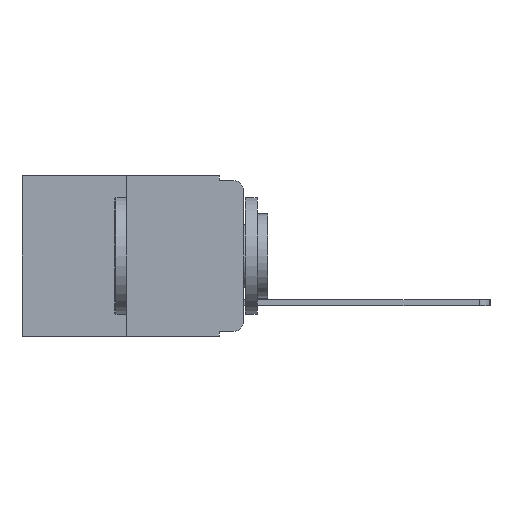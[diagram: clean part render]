
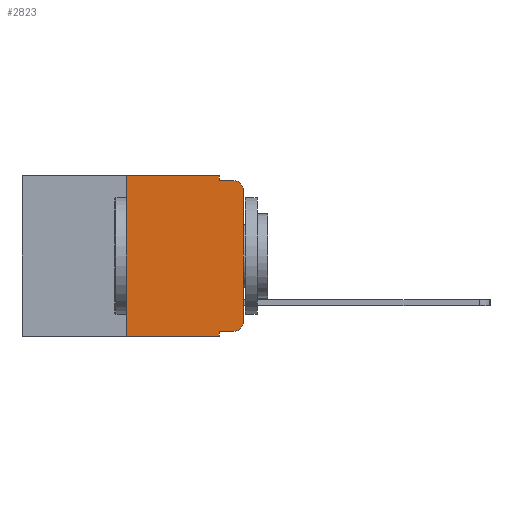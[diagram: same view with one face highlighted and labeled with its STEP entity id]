
A CAD part, left-side view. The second image highlights one B-rep face of the part: STEP entity #2823.
In plain terms, the highlighted planar face has unit normal (-1, 0, 0).
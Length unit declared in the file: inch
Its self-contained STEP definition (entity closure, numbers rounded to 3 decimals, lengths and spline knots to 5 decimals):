
#113 = EDGE_CURVE ( 'NONE', #10556, #1752, #3809, .T. ) ;
#276 = CARTESIAN_POINT ( 'NONE',  ( 0., 0.473, -0.343 ) ) ;
#606 = VECTOR ( 'NONE', #2059, 39.37008 ) ;
#712 = EDGE_CURVE ( 'NONE', #5905, #3576, #16220, .T. ) ;
#942 = LINE ( 'NONE', #13764, #12067 ) ;
#990 = EDGE_CURVE ( 'NONE', #3576, #4353, #11890, .T. ) ;
#1024 = DIRECTION ( 'NONE',  ( -1., 0., 0. ) ) ;
#1311 = VECTOR ( 'NONE', #11964, 39.37008 ) ;
#1481 = DIRECTION ( 'NONE',  ( 0., 0., -1. ) ) ;
#1483 = DIRECTION ( 'NONE',  ( -1., 0., 0. ) ) ;
#1752 = VERTEX_POINT ( 'NONE', #18112 ) ;
#1869 = ORIENTED_EDGE ( 'NONE', *, *, #17017, .F. ) ;
#2059 = DIRECTION ( 'NONE',  ( 0., -1., 0. ) ) ;
#2083 = EDGE_CURVE ( 'NONE', #5579, #11724, #942, .T. ) ;
#2528 = DIRECTION ( 'NONE',  ( 0., 0., -1. ) ) ;
#2672 = CARTESIAN_POINT ( 'NONE',  ( 0., 0., 0. ) ) ;
#2765 = VERTEX_POINT ( 'NONE', #17373 ) ;
#2772 = EDGE_CURVE ( 'NONE', #8170, #5905, #15521, .T. ) ;
#2823 = ADVANCED_FACE ( 'NONE', ( #18307 ), #16409, .F. ) ;
#3238 = ORIENTED_EDGE ( 'NONE', *, *, #712, .T. ) ;
#3358 = ORIENTED_EDGE ( 'NONE', *, *, #113, .F. ) ;
#3576 = VERTEX_POINT ( 'NONE', #13142 ) ;
#3780 = CARTESIAN_POINT ( 'NONE',  ( 0., 0.051, 0. ) ) ;
#3809 = LINE ( 'NONE', #9322, #7651 ) ;
#4353 = VERTEX_POINT ( 'NONE', #10453 ) ;
#4361 = CARTESIAN_POINT ( 'NONE',  ( 0., 0.473, 0. ) ) ;
#4668 = ORIENTED_EDGE ( 'NONE', *, *, #2083, .F. ) ;
#5522 = LINE ( 'NONE', #9781, #12721 ) ;
#5579 = VERTEX_POINT ( 'NONE', #3780 ) ;
#5630 = ORIENTED_EDGE ( 'NONE', *, *, #9299, .T. ) ;
#5905 = VERTEX_POINT ( 'NONE', #8894 ) ;
#6528 = CARTESIAN_POINT ( 'NONE',  ( 0., 0.051, -0.343 ) ) ;
#6601 = ORIENTED_EDGE ( 'NONE', *, *, #2772, .T. ) ;
#7197 = EDGE_LOOP ( 'NONE', ( #13810, #8951, #1869, #4668, #10750, #3358, #5630, #9553, #6601, #3238 ) ) ;
#7651 = VECTOR ( 'NONE', #10271, 39.37008 ) ;
#8170 = VERTEX_POINT ( 'NONE', #17729 ) ;
#8208 = VERTEX_POINT ( 'NONE', #6528 ) ;
#8523 = VECTOR ( 'NONE', #12871, 39.37008 ) ;
#8894 = CARTESIAN_POINT ( 'NONE',  ( 0., 0.02, -0.333 ) ) ;
#8951 = ORIENTED_EDGE ( 'NONE', *, *, #11087, .T. ) ;
#9112 = EDGE_CURVE ( 'NONE', #1752, #5579, #12203, .T. ) ;
#9299 = EDGE_CURVE ( 'NONE', #10556, #8208, #12851, .T. ) ;
#9322 = CARTESIAN_POINT ( 'NONE',  ( 0., 0.25, 0. ) ) ;
#9553 = ORIENTED_EDGE ( 'NONE', *, *, #14894, .F. ) ;
#9732 = AXIS2_PLACEMENT_3D ( 'NONE', #16508, #16403, #16388 ) ;
#9755 = CARTESIAN_POINT ( 'NONE',  ( 0., 0.02, -0.03 ) ) ;
#9781 = CARTESIAN_POINT ( 'NONE',  ( 0., 0.051, 0. ) ) ;
#10271 = DIRECTION ( 'NONE',  ( 0., 0., 1. ) ) ;
#10313 = AXIS2_PLACEMENT_3D ( 'NONE', #13526, #1483, #1481 ) ;
#10453 = CARTESIAN_POINT ( 'NONE',  ( 0., 0., -0.03 ) ) ;
#10556 = VERTEX_POINT ( 'NONE', #18283 ) ;
#10750 = ORIENTED_EDGE ( 'NONE', *, *, #9112, .F. ) ;
#11087 = EDGE_CURVE ( 'NONE', #4353, #2765, #11447, .T. ) ;
#11180 = DIRECTION ( 'NONE',  ( 0., 0., -1. ) ) ;
#11217 = CARTESIAN_POINT ( 'NONE',  ( 0., 0.051, -0.01 ) ) ;
#11447 = CIRCLE ( 'NONE', #14674, 0.02 ) ;
#11724 = VERTEX_POINT ( 'NONE', #11217 ) ;
#11890 = LINE ( 'NONE', #2672, #8523 ) ;
#11964 = DIRECTION ( 'NONE',  ( 0., -1., 0. ) ) ;
#12067 = VECTOR ( 'NONE', #14745, 39.37008 ) ;
#12203 = LINE ( 'NONE', #4361, #15446 ) ;
#12633 = LINE ( 'NONE', #13598, #606 ) ;
#12721 = VECTOR ( 'NONE', #2528, 39.37008 ) ;
#12851 = LINE ( 'NONE', #276, #1311 ) ;
#12871 = DIRECTION ( 'NONE',  ( 0., 0., 1. ) ) ;
#13142 = CARTESIAN_POINT ( 'NONE',  ( 0., 0., -0.313 ) ) ;
#13526 = CARTESIAN_POINT ( 'NONE',  ( 0., 0.02, -0.313 ) ) ;
#13598 = CARTESIAN_POINT ( 'NONE',  ( 0., 0.051, -0.01 ) ) ;
#13764 = CARTESIAN_POINT ( 'NONE',  ( 0., 0.051, 0. ) ) ;
#13810 = ORIENTED_EDGE ( 'NONE', *, *, #990, .T. ) ;
#14674 = AXIS2_PLACEMENT_3D ( 'NONE', #9755, #1024, #11180 ) ;
#14745 = DIRECTION ( 'NONE',  ( 0., 0., -1. ) ) ;
#14894 = EDGE_CURVE ( 'NONE', #8170, #8208, #5522, .T. ) ;
#15092 = VECTOR ( 'NONE', #17568, 39.37008 ) ;
#15446 = VECTOR ( 'NONE', #15711, 39.37008 ) ;
#15521 = LINE ( 'NONE', #17554, #15092 ) ;
#15711 = DIRECTION ( 'NONE',  ( 0., -1., 0. ) ) ;
#16220 = CIRCLE ( 'NONE', #10313, 0.02 ) ;
#16388 = DIRECTION ( 'NONE',  ( 0., 0., -1. ) ) ;
#16403 = DIRECTION ( 'NONE',  ( 1., 0., 0. ) ) ;
#16409 = PLANE ( 'NONE',  #9732 ) ;
#16508 = CARTESIAN_POINT ( 'NONE',  ( 0., 0.473, 0. ) ) ;
#17017 = EDGE_CURVE ( 'NONE', #11724, #2765, #12633, .T. ) ;
#17373 = CARTESIAN_POINT ( 'NONE',  ( 0., 0.02, -0.01 ) ) ;
#17554 = CARTESIAN_POINT ( 'NONE',  ( 0., 0.051, -0.333 ) ) ;
#17568 = DIRECTION ( 'NONE',  ( 0., -1., 0. ) ) ;
#17729 = CARTESIAN_POINT ( 'NONE',  ( 0., 0.051, -0.333 ) ) ;
#18112 = CARTESIAN_POINT ( 'NONE',  ( 0., 0.25, 0. ) ) ;
#18283 = CARTESIAN_POINT ( 'NONE',  ( 0., 0.25, -0.343 ) ) ;
#18307 = FACE_OUTER_BOUND ( 'NONE', #7197, .T. ) ;
